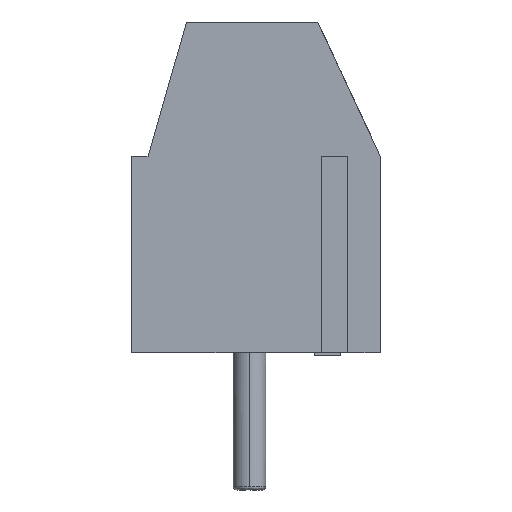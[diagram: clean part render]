
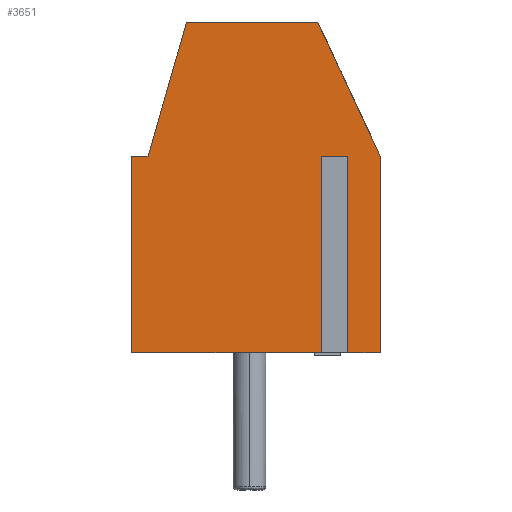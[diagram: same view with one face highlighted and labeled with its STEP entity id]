
A CAD part, left-side view. The second image highlights one B-rep face of the part: STEP entity #3651.
In plain terms, the highlighted planar face has unit normal (-1, 0, 0).
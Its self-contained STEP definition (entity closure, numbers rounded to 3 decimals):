
#152 = CARTESIAN_POINT ( 'NONE',  ( -5., 0.192, 6.2 ) ) ;
#264 = ORIENTED_EDGE ( 'NONE', *, *, #1224, .F. ) ;
#338 = LINE ( 'NONE', #2939, #2802 ) ;
#366 = ORIENTED_EDGE ( 'NONE', *, *, #8210, .F. ) ;
#424 = CARTESIAN_POINT ( 'NONE',  ( -5., -2.999, 5.25 ) ) ;
#540 = VECTOR ( 'NONE', #1081, 1000. ) ;
#597 = CARTESIAN_POINT ( 'NONE',  ( -5., -2.999, 0.2 ) ) ;
#642 = DIRECTION ( 'NONE',  ( 0., 0., -1. ) ) ;
#847 = VERTEX_POINT ( 'NONE', #5732 ) ;
#996 = CARTESIAN_POINT ( 'NONE',  ( -5., -2.087, 10.3 ) ) ;
#1010 = ORIENTED_EDGE ( 'NONE', *, *, #6101, .F. ) ;
#1081 = DIRECTION ( 'NONE',  ( 0., 1., 0. ) ) ;
#1220 = DIRECTION ( 'NONE',  ( 0., 0., 1. ) ) ;
#1222 = VECTOR ( 'NONE', #4238, 1000. ) ;
#1224 = EDGE_CURVE ( 'NONE', #4068, #7773, #2528, .T. ) ;
#1228 = VERTEX_POINT ( 'NONE', #5081 ) ;
#1238 = CARTESIAN_POINT ( 'NONE',  ( -5., 3.601, 0.2 ) ) ;
#1247 = ORIENTED_EDGE ( 'NONE', *, *, #2669, .F. ) ;
#1271 = DIRECTION ( 'NONE',  ( 0., 1., 0. ) ) ;
#1335 = CARTESIAN_POINT ( 'NONE',  ( -5., 0.192, 5.25 ) ) ;
#1458 = EDGE_CURVE ( 'NONE', #8289, #3128, #4862, .T. ) ;
#1459 = CARTESIAN_POINT ( 'NONE',  ( -5., -3.999, 0.2 ) ) ;
#1534 = DIRECTION ( 'NONE',  ( 0., -0.276, 0.961 ) ) ;
#1642 = CARTESIAN_POINT ( 'NONE',  ( -5., 1.925, 10.3 ) ) ;
#1681 = DIRECTION ( 'NONE',  ( 0., -1., 0. ) ) ;
#1701 = ORIENTED_EDGE ( 'NONE', *, *, #1906, .F. ) ;
#1906 = EDGE_CURVE ( 'NONE', #6974, #1228, #338, .T. ) ;
#2031 = VERTEX_POINT ( 'NONE', #2471 ) ;
#2103 = CARTESIAN_POINT ( 'NONE',  ( -5., 0.192, 6.2 ) ) ;
#2199 = ORIENTED_EDGE ( 'NONE', *, *, #3504, .F. ) ;
#2230 = VERTEX_POINT ( 'NONE', #6737 ) ;
#2269 = EDGE_CURVE ( 'NONE', #2031, #847, #3822, .T. ) ;
#2419 = ORIENTED_EDGE ( 'NONE', *, *, #2948, .F. ) ;
#2442 = DIRECTION ( 'NONE',  ( 0., 0., -1. ) ) ;
#2451 = VERTEX_POINT ( 'NONE', #597 ) ;
#2471 = CARTESIAN_POINT ( 'NONE',  ( -5., -3.999, 6.2 ) ) ;
#2489 = ORIENTED_EDGE ( 'NONE', *, *, #7380, .F. ) ;
#2492 = VERTEX_POINT ( 'NONE', #5740 ) ;
#2527 = VECTOR ( 'NONE', #1220, 1000. ) ;
#2528 = LINE ( 'NONE', #5750, #2527 ) ;
#2565 = CARTESIAN_POINT ( 'NONE',  ( -5., -3.999, 6.2 ) ) ;
#2669 = EDGE_CURVE ( 'NONE', #2451, #2230, #3604, .T. ) ;
#2798 = VECTOR ( 'NONE', #1534, 1000. ) ;
#2802 = VECTOR ( 'NONE', #7471, 1000. ) ;
#2939 = CARTESIAN_POINT ( 'NONE',  ( -5., -2.199, 5.25 ) ) ;
#2948 = EDGE_CURVE ( 'NONE', #7773, #2492, #7937, .T. ) ;
#2996 = LINE ( 'NONE', #6799, #540 ) ;
#3046 = ORIENTED_EDGE ( 'NONE', *, *, #1458, .F. ) ;
#3128 = VERTEX_POINT ( 'NONE', #996 ) ;
#3149 = FACE_OUTER_BOUND ( 'NONE', #5337, .T. ) ;
#3231 = ORIENTED_EDGE ( 'NONE', *, *, #2269, .F. ) ;
#3504 = EDGE_CURVE ( 'NONE', #847, #2451, #2996, .T. ) ;
#3604 = LINE ( 'NONE', #424, #1222 ) ;
#3651 = ADVANCED_FACE ( 'NONE', ( #3149 ), #5069, .F. ) ;
#3784 = VECTOR ( 'NONE', #5420, 1000. ) ;
#3822 = LINE ( 'NONE', #2565, #5705 ) ;
#3966 = LINE ( 'NONE', #152, #6607 ) ;
#4068 = VERTEX_POINT ( 'NONE', #1238 ) ;
#4238 = DIRECTION ( 'NONE',  ( 0., 0., 1. ) ) ;
#4271 = CARTESIAN_POINT ( 'NONE',  ( -5., -2.199, 6.2 ) ) ;
#4384 = LINE ( 'NONE', #6965, #5241 ) ;
#4824 = CARTESIAN_POINT ( 'NONE',  ( -5., 1.925, 10.3 ) ) ;
#4862 = LINE ( 'NONE', #1642, #6581 ) ;
#4881 = CARTESIAN_POINT ( 'NONE',  ( -5., 3.101, 6.2 ) ) ;
#5050 = LINE ( 'NONE', #1459, #7560 ) ;
#5069 = PLANE ( 'NONE',  #7575 ) ;
#5075 = DIRECTION ( 'NONE',  ( 0., -0.423, -0.906 ) ) ;
#5081 = CARTESIAN_POINT ( 'NONE',  ( -5., -2.199, 0.2 ) ) ;
#5241 = VECTOR ( 'NONE', #5075, 1000. ) ;
#5337 = EDGE_LOOP ( 'NONE', ( #3231, #2489, #3046, #6300, #2419, #264, #1010, #1701, #366, #1247, #2199 ) ) ;
#5420 = DIRECTION ( 'NONE',  ( 0., -1., 0. ) ) ;
#5438 = LINE ( 'NONE', #4881, #2798 ) ;
#5705 = VECTOR ( 'NONE', #2442, 1000. ) ;
#5732 = CARTESIAN_POINT ( 'NONE',  ( -5., -3.999, 0.2 ) ) ;
#5740 = CARTESIAN_POINT ( 'NONE',  ( -5., 3.101, 6.2 ) ) ;
#5750 = CARTESIAN_POINT ( 'NONE',  ( -5., 3.601, 0.2 ) ) ;
#5901 = CARTESIAN_POINT ( 'NONE',  ( -5., 3.601, 6.2 ) ) ;
#6101 = EDGE_CURVE ( 'NONE', #1228, #4068, #5050, .T. ) ;
#6300 = ORIENTED_EDGE ( 'NONE', *, *, #6814, .F. ) ;
#6410 = DIRECTION ( 'NONE',  ( 1., 0., 0. ) ) ;
#6581 = VECTOR ( 'NONE', #1681, 1000. ) ;
#6607 = VECTOR ( 'NONE', #1271, 1000. ) ;
#6737 = CARTESIAN_POINT ( 'NONE',  ( -5., -2.999, 6.2 ) ) ;
#6799 = CARTESIAN_POINT ( 'NONE',  ( -5., -3.999, 0.2 ) ) ;
#6814 = EDGE_CURVE ( 'NONE', #2492, #8289, #5438, .T. ) ;
#6965 = CARTESIAN_POINT ( 'NONE',  ( -5., -2.087, 10.3 ) ) ;
#6974 = VERTEX_POINT ( 'NONE', #4271 ) ;
#7379 = DIRECTION ( 'NONE',  ( 0., 1., 0. ) ) ;
#7380 = EDGE_CURVE ( 'NONE', #3128, #2031, #4384, .T. ) ;
#7471 = DIRECTION ( 'NONE',  ( 0., 0., -1. ) ) ;
#7560 = VECTOR ( 'NONE', #7379, 1000. ) ;
#7575 = AXIS2_PLACEMENT_3D ( 'NONE', #1335, #6410, #642 ) ;
#7773 = VERTEX_POINT ( 'NONE', #5901 ) ;
#7937 = LINE ( 'NONE', #2103, #3784 ) ;
#8210 = EDGE_CURVE ( 'NONE', #2230, #6974, #3966, .T. ) ;
#8289 = VERTEX_POINT ( 'NONE', #4824 ) ;
